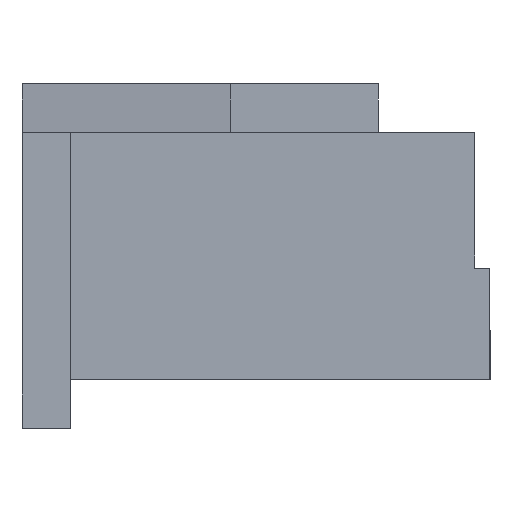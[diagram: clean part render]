
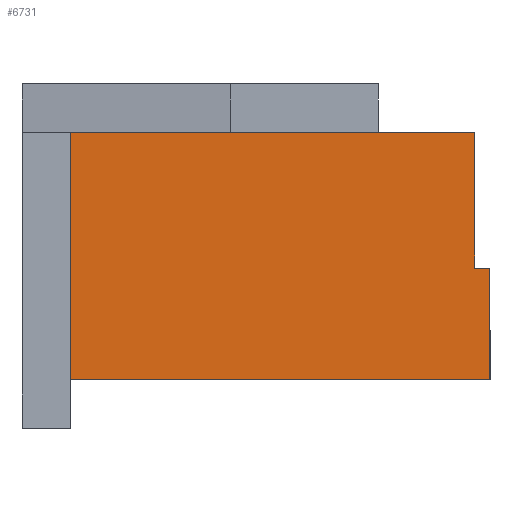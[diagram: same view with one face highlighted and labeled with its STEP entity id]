
A CAD part, left-side view. The second image highlights one B-rep face of the part: STEP entity #6731.
In plain terms, the highlighted planar face has unit normal (-1, 0, 0).
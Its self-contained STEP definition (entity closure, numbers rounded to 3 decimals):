
#154 = DIRECTION ( 'NONE',  ( 0., 0., -1. ) ) ;
#155 = VECTOR ( 'NONE', #154, 1000. ) ;
#156 = CARTESIAN_POINT ( 'NONE',  ( -14.1, -3.625, 0.8 ) ) ;
#157 = LINE ( 'NONE', #156, #155 ) ;
#192 = DIRECTION ( 'NONE',  ( 0., -1., 0. ) ) ;
#193 = VECTOR ( 'NONE', #192, 1000. ) ;
#194 = CARTESIAN_POINT ( 'NONE',  ( -14.1, 3.875, 2.65 ) ) ;
#195 = LINE ( 'NONE', #194, #193 ) ;
#735 = DIRECTION ( 'NONE',  ( 0., -1., 0. ) ) ;
#736 = VECTOR ( 'NONE', #735, 1000. ) ;
#737 = CARTESIAN_POINT ( 'NONE',  ( -14.1, 3.875, 0.8 ) ) ;
#738 = LINE ( 'NONE', #737, #736 ) ;
#752 = CARTESIAN_POINT ( 'NONE',  ( -14.1, -3.875, 0.8 ) ) ;
#785 = CARTESIAN_POINT ( 'NONE',  ( -14.1, 3.075, 0.8 ) ) ;
#1534 = DIRECTION ( 'NONE',  ( 0., 0., 1. ) ) ;
#1535 = DIRECTION ( 'NONE',  ( -1., 0., 0. ) ) ;
#1536 = CARTESIAN_POINT ( 'NONE',  ( -14.1, 3.875, 0.8 ) ) ;
#1537 = AXIS2_PLACEMENT_3D ( 'NONE', #1536, #1535, #1534 ) ;
#1538 = PLANE ( 'NONE',  #1537 ) ;
#1539 = FACE_OUTER_BOUND ( 'NONE', #3464, .T. ) ;
#1549 = CARTESIAN_POINT ( 'NONE',  ( -14.1, 3.075, 4.9 ) ) ;
#1563 = DIRECTION ( 'NONE',  ( 0., 0., 1. ) ) ;
#1564 = VECTOR ( 'NONE', #1563, 1000. ) ;
#1565 = CARTESIAN_POINT ( 'NONE',  ( -14.1, 3.075, 0.8 ) ) ;
#1566 = LINE ( 'NONE', #1565, #1564 ) ;
#1568 = CARTESIAN_POINT ( 'NONE',  ( -14.1, -3.625, 4.9 ) ) ;
#1569 = CARTESIAN_POINT ( 'NONE',  ( -14.1, -3.875, 2.65 ) ) ;
#1608 = DIRECTION ( 'NONE',  ( 0., -1., 0. ) ) ;
#1609 = VECTOR ( 'NONE', #1608, 1000. ) ;
#1610 = CARTESIAN_POINT ( 'NONE',  ( -14.1, 3.875, 4.9 ) ) ;
#1611 = LINE ( 'NONE', #1610, #1609 ) ;
#1623 = CARTESIAN_POINT ( 'NONE',  ( -14.1, -3.625, 2.65 ) ) ;
#1642 = DIRECTION ( 'NONE',  ( 0., 0., 1. ) ) ;
#1643 = VECTOR ( 'NONE', #1642, 1000. ) ;
#1644 = CARTESIAN_POINT ( 'NONE',  ( -14.1, -3.875, 0.8 ) ) ;
#1645 = LINE ( 'NONE', #1644, #1643 ) ;
#3377 = ORIENTED_EDGE ( 'NONE', *, *, #6775, .T. ) ;
#3380 = ORIENTED_EDGE ( 'NONE', *, *, #3812, .T. ) ;
#3381 = EDGE_CURVE ( 'NONE', #6744, #6784, #157, .T. ) ;
#3388 = EDGE_CURVE ( 'NONE', #6784, #6742, #195, .T. ) ;
#3431 = ORIENTED_EDGE ( 'NONE', *, *, #6746, .F. ) ;
#3464 = EDGE_LOOP ( 'NONE', ( #6783, #6774, #3431, #3380, #3377, #6715 ) ) ;
#3802 = VERTEX_POINT ( 'NONE', #752 ) ;
#3812 = EDGE_CURVE ( 'NONE', #3821, #3802, #738, .T. ) ;
#3821 = VERTEX_POINT ( 'NONE', #785 ) ;
#6715 = ORIENTED_EDGE ( 'NONE', *, *, #3388, .F. ) ;
#6731 = ADVANCED_FACE ( 'NONE', ( #1539 ), #1538, .T. ) ;
#6742 = VERTEX_POINT ( 'NONE', #1569 ) ;
#6744 = VERTEX_POINT ( 'NONE', #1568 ) ;
#6746 = EDGE_CURVE ( 'NONE', #3821, #6753, #1566, .T. ) ;
#6753 = VERTEX_POINT ( 'NONE', #1549 ) ;
#6755 = EDGE_CURVE ( 'NONE', #6753, #6744, #1611, .T. ) ;
#6774 = ORIENTED_EDGE ( 'NONE', *, *, #6755, .F. ) ;
#6775 = EDGE_CURVE ( 'NONE', #3802, #6742, #1645, .T. ) ;
#6783 = ORIENTED_EDGE ( 'NONE', *, *, #3381, .F. ) ;
#6784 = VERTEX_POINT ( 'NONE', #1623 ) ;
